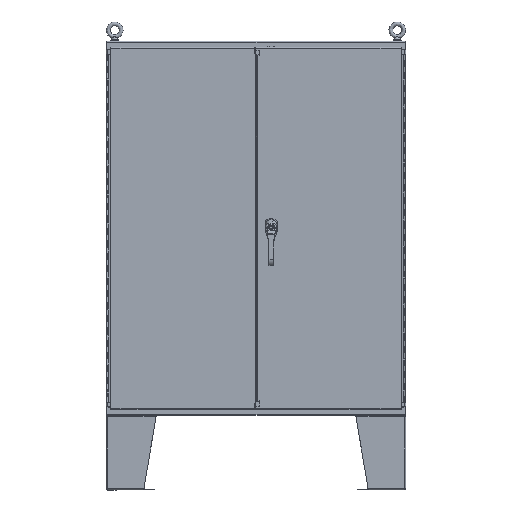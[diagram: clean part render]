
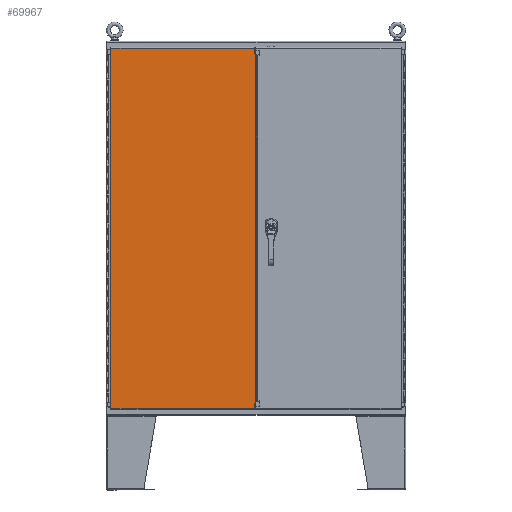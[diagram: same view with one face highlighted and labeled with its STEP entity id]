
A CAD part, top view. The second image highlights one B-rep face of the part: STEP entity #69967.
In plain terms, the highlighted planar face has unit normal (0, 0, 1).
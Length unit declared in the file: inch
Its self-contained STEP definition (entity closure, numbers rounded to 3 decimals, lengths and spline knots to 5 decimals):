
#1896 = DIRECTION ( 'NONE',  ( 0., -1., 0. ) ) ;
#2578 = CARTESIAN_POINT ( 'NONE',  ( 23.86517, 29.96892, 13.16033 ) ) ;
#3119 = CARTESIAN_POINT ( 'NONE',  ( 23.83392, 1.84387, 13.16033 ) ) ;
#3658 = VERTEX_POINT ( 'NONE', #62435 ) ;
#5642 = ORIENTED_EDGE ( 'NONE', *, *, #71083, .T. ) ;
#5768 = VERTEX_POINT ( 'NONE', #18520 ) ;
#6259 = ORIENTED_EDGE ( 'NONE', *, *, #69219, .T. ) ;
#6558 = DIRECTION ( 'NONE',  ( 1., 0., 0. ) ) ;
#6934 = VERTEX_POINT ( 'NONE', #73562 ) ;
#8093 = VERTEX_POINT ( 'NONE', #3119 ) ;
#8493 = ORIENTED_EDGE ( 'NONE', *, *, #74110, .T. ) ;
#10588 = CARTESIAN_POINT ( 'NONE',  ( 23.86517, 1.84367, 13.16033 ) ) ;
#12013 = EDGE_CURVE ( 'NONE', #6934, #27208, #78899, .T. ) ;
#14304 = EDGE_CURVE ( 'NONE', #79765, #41970, #65175, .T. ) ;
#14518 = VECTOR ( 'NONE', #21643, 39.37008 ) ;
#15878 = CARTESIAN_POINT ( 'NONE',  ( 12.24017, 1.00012, 13.16033 ) ) ;
#16172 = AXIS2_PLACEMENT_3D ( 'NONE', #69309, #43737, #6558 ) ;
#16941 = LINE ( 'NONE', #68189, #82817 ) ;
#18520 = CARTESIAN_POINT ( 'NONE',  ( 0.74012, 1.00012, 13.16033 ) ) ;
#19091 = PLANE ( 'NONE',  #16172 ) ;
#19615 = ORIENTED_EDGE ( 'NONE', *, *, #14304, .T. ) ;
#19851 = CARTESIAN_POINT ( 'NONE',  ( 23.83372, 1.84367, 13.16033 ) ) ;
#20870 = CARTESIAN_POINT ( 'NONE',  ( 23.83372, 1.84367, 13.16033 ) ) ;
#21257 = EDGE_CURVE ( 'NONE', #49277, #27065, #34346, .T. ) ;
#21643 = DIRECTION ( 'NONE',  ( 0., -1., 0. ) ) ;
#21934 = VECTOR ( 'NONE', #36410, 39.37008 ) ;
#24291 = VECTOR ( 'NONE', #78698, 39.37008 ) ;
#25838 = ORIENTED_EDGE ( 'NONE', *, *, #80719, .F. ) ;
#26972 = EDGE_CURVE ( 'NONE', #79765, #8093, #34458, .T. ) ;
#27065 = VERTEX_POINT ( 'NONE', #34246 ) ;
#27208 = VERTEX_POINT ( 'NONE', #33411 ) ;
#29842 = VECTOR ( 'NONE', #78976, 39.37008 ) ;
#30794 = DIRECTION ( 'NONE',  ( 0., 1., 0. ) ) ;
#33389 = CARTESIAN_POINT ( 'NONE',  ( 23.83392, 29.96892, 13.16033 ) ) ;
#33411 = CARTESIAN_POINT ( 'NONE',  ( 23.86517, 1.00012, 13.16033 ) ) ;
#33976 = CARTESIAN_POINT ( 'NONE',  ( 23.86517, 29.96892, 13.16033 ) ) ;
#34246 = CARTESIAN_POINT ( 'NONE',  ( 23.83372, 1.84387, 13.16033 ) ) ;
#34346 = LINE ( 'NONE', #19851, #24291 ) ;
#34458 = LINE ( 'NONE', #33389, #14518 ) ;
#34674 = LINE ( 'NONE', #37534, #71646 ) ;
#35863 = CARTESIAN_POINT ( 'NONE',  ( 23.83372, 1.84387, 13.16033 ) ) ;
#36051 = VECTOR ( 'NONE', #43011, 39.37008 ) ;
#36410 = DIRECTION ( 'NONE',  ( 1., 0., 0. ) ) ;
#36417 = DIRECTION ( 'NONE',  ( 0., 1., 0. ) ) ;
#37534 = CARTESIAN_POINT ( 'NONE',  ( 23.83372, 58.09397, 13.16033 ) ) ;
#37967 = DIRECTION ( 'NONE',  ( 1., 0., 0. ) ) ;
#37995 = LINE ( 'NONE', #51858, #67860 ) ;
#38227 = LINE ( 'NONE', #15878, #40258 ) ;
#38746 = ORIENTED_EDGE ( 'NONE', *, *, #60104, .F. ) ;
#39575 = DIRECTION ( 'NONE',  ( 1., 0., 0. ) ) ;
#40258 = VECTOR ( 'NONE', #73601, 39.37008 ) ;
#40595 = VERTEX_POINT ( 'NONE', #44386 ) ;
#41038 = CARTESIAN_POINT ( 'NONE',  ( 23.83392, 58.09397, 13.16033 ) ) ;
#41187 = VECTOR ( 'NONE', #37967, 39.37008 ) ;
#41970 = VERTEX_POINT ( 'NONE', #71640 ) ;
#43011 = DIRECTION ( 'NONE',  ( -1., 0., 0. ) ) ;
#43047 = LINE ( 'NONE', #10588, #36051 ) ;
#43503 = EDGE_CURVE ( 'NONE', #3658, #62976, #37995, .T. ) ;
#43737 = DIRECTION ( 'NONE',  ( 0., 0., -1. ) ) ;
#43931 = LINE ( 'NONE', #35863, #21934 ) ;
#44386 = CARTESIAN_POINT ( 'NONE',  ( 23.83372, 58.09417, 13.16033 ) ) ;
#45241 = VECTOR ( 'NONE', #46243, 39.37008 ) ;
#45707 = CARTESIAN_POINT ( 'NONE',  ( 23.86517, 58.09397, 13.16033 ) ) ;
#46243 = DIRECTION ( 'NONE',  ( -1., 0., 0. ) ) ;
#47328 = ORIENTED_EDGE ( 'NONE', *, *, #50685, .F. ) ;
#47471 = CARTESIAN_POINT ( 'NONE',  ( 23.86517, 58.93772, 13.16033 ) ) ;
#47851 = ORIENTED_EDGE ( 'NONE', *, *, #12013, .F. ) ;
#49277 = VERTEX_POINT ( 'NONE', #20870 ) ;
#50685 = EDGE_CURVE ( 'NONE', #5768, #3658, #16941, .T. ) ;
#51858 = CARTESIAN_POINT ( 'NONE',  ( 12.24017, 58.93772, 13.16033 ) ) ;
#51968 = EDGE_LOOP ( 'NONE', ( #58122, #76687, #82756, #19615, #8493, #5642, #25838, #73756, #47328, #38746, #47851, #6259 ) ) ;
#54165 = CARTESIAN_POINT ( 'NONE',  ( 23.86517, 58.09417, 13.16033 ) ) ;
#58122 = ORIENTED_EDGE ( 'NONE', *, *, #21257, .T. ) ;
#60104 = EDGE_CURVE ( 'NONE', #27208, #5768, #38227, .T. ) ;
#62435 = CARTESIAN_POINT ( 'NONE',  ( 0.74012, 58.93772, 13.16033 ) ) ;
#62976 = VERTEX_POINT ( 'NONE', #47471 ) ;
#64094 = LINE ( 'NONE', #70525, #41187 ) ;
#65175 = LINE ( 'NONE', #45707, #45241 ) ;
#67860 = VECTOR ( 'NONE', #39575, 39.37008 ) ;
#68189 = CARTESIAN_POINT ( 'NONE',  ( 0.74012, 29.96892, 13.16033 ) ) ;
#69219 = EDGE_CURVE ( 'NONE', #6934, #49277, #43047, .T. ) ;
#69309 = CARTESIAN_POINT ( 'NONE',  ( 12.24017, 29.96892, 13.16033 ) ) ;
#69967 = ADVANCED_FACE ( 'NONE', ( #73305 ), #19091, .F. ) ;
#70525 = CARTESIAN_POINT ( 'NONE',  ( 23.83372, 58.09417, 13.16033 ) ) ;
#71083 = EDGE_CURVE ( 'NONE', #40595, #73668, #64094, .T. ) ;
#71640 = CARTESIAN_POINT ( 'NONE',  ( 23.83372, 58.09397, 13.16033 ) ) ;
#71646 = VECTOR ( 'NONE', #36417, 39.37008 ) ;
#73305 = FACE_OUTER_BOUND ( 'NONE', #51968, .T. ) ;
#73562 = CARTESIAN_POINT ( 'NONE',  ( 23.86517, 1.84367, 13.16033 ) ) ;
#73601 = DIRECTION ( 'NONE',  ( -1., 0., 0. ) ) ;
#73668 = VERTEX_POINT ( 'NONE', #54165 ) ;
#73756 = ORIENTED_EDGE ( 'NONE', *, *, #43503, .F. ) ;
#74110 = EDGE_CURVE ( 'NONE', #41970, #40595, #34674, .T. ) ;
#74760 = LINE ( 'NONE', #2578, #29842 ) ;
#76687 = ORIENTED_EDGE ( 'NONE', *, *, #80300, .T. ) ;
#77888 = VECTOR ( 'NONE', #1896, 39.37008 ) ;
#78698 = DIRECTION ( 'NONE',  ( 0., 1., 0. ) ) ;
#78899 = LINE ( 'NONE', #33976, #77888 ) ;
#78976 = DIRECTION ( 'NONE',  ( 0., -1., 0. ) ) ;
#79765 = VERTEX_POINT ( 'NONE', #41038 ) ;
#80300 = EDGE_CURVE ( 'NONE', #27065, #8093, #43931, .T. ) ;
#80719 = EDGE_CURVE ( 'NONE', #62976, #73668, #74760, .T. ) ;
#82756 = ORIENTED_EDGE ( 'NONE', *, *, #26972, .F. ) ;
#82817 = VECTOR ( 'NONE', #30794, 39.37008 ) ;
